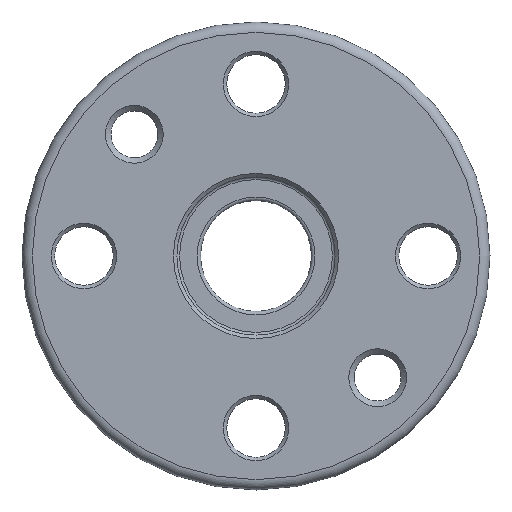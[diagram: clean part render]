
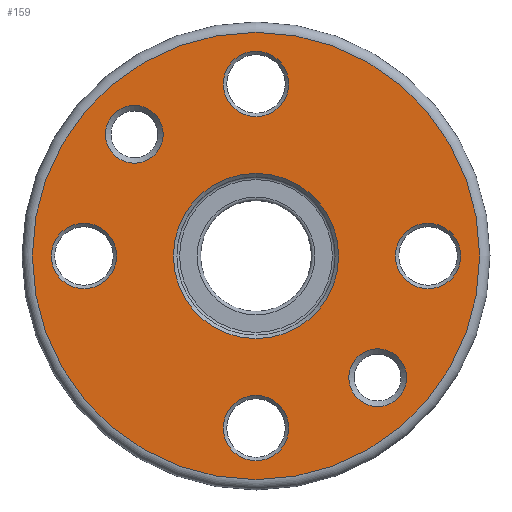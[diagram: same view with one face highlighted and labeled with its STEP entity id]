
A CAD part, front view. The second image highlights one B-rep face of the part: STEP entity #159.
In plain terms, the highlighted planar face has unit normal (0, -1, 0).
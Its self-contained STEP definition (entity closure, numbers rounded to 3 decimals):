
#2 = EDGE_CURVE ( 'NONE', #649, #649, #838, .T. ) ;
#7 = FACE_BOUND ( 'NONE', #724, .T. ) ;
#16 = AXIS2_PLACEMENT_3D ( 'NONE', #133, #654, #589 ) ;
#19 = DIRECTION ( 'NONE',  ( 0., 0., 1. ) ) ;
#39 = VERTEX_POINT ( 'NONE', #717 ) ;
#56 = CIRCLE ( 'NONE', #528, 32.5 ) ;
#79 = FACE_BOUND ( 'NONE', #146, .T. ) ;
#117 = CIRCLE ( 'NONE', #653, 12. ) ;
#133 = CARTESIAN_POINT ( 'NONE',  ( 0., 0., -25. ) ) ;
#139 = CIRCLE ( 'NONE', #788, 4.75 ) ;
#141 = CIRCLE ( 'NONE', #684, 4.2 ) ;
#145 = AXIS2_PLACEMENT_3D ( 'NONE', #670, #226, #989 ) ;
#146 = EDGE_LOOP ( 'NONE', ( #657 ) ) ;
#159 = ADVANCED_FACE ( 'NONE', ( #760, #79, #798, #7, #417, #936, #693, #866 ), #861, .F. ) ;
#170 = DIRECTION ( 'NONE',  ( 0., 1., 0. ) ) ;
#177 = EDGE_CURVE ( 'NONE', #366, #366, #588, .T. ) ;
#202 = CARTESIAN_POINT ( 'NONE',  ( 0., 0., 0. ) ) ;
#203 = CARTESIAN_POINT ( 'NONE',  ( 17.678, 0., -13.478 ) ) ;
#213 = EDGE_CURVE ( 'NONE', #910, #910, #949, .T. ) ;
#226 = DIRECTION ( 'NONE',  ( 0., 1., 0. ) ) ;
#248 = DIRECTION ( 'NONE',  ( 0., 1., 0. ) ) ;
#265 = DIRECTION ( 'NONE',  ( 0., 1., 0. ) ) ;
#268 = ORIENTED_EDGE ( 'NONE', *, *, #177, .T. ) ;
#287 = DIRECTION ( 'NONE',  ( 0., 0., 1. ) ) ;
#294 = VERTEX_POINT ( 'NONE', #795 ) ;
#319 = EDGE_CURVE ( 'NONE', #294, #294, #56, .T. ) ;
#324 = DIRECTION ( 'NONE',  ( 0., 0., 1. ) ) ;
#364 = EDGE_LOOP ( 'NONE', ( #454 ) ) ;
#366 = VERTEX_POINT ( 'NONE', #203 ) ;
#385 = EDGE_CURVE ( 'NONE', #658, #658, #141, .T. ) ;
#401 = CARTESIAN_POINT ( 'NONE',  ( 25., 0., 4.75 ) ) ;
#405 = CIRCLE ( 'NONE', #16, 4.75 ) ;
#417 = FACE_BOUND ( 'NONE', #893, .T. ) ;
#419 = CARTESIAN_POINT ( 'NONE',  ( -17.678, 0., 21.878 ) ) ;
#433 = EDGE_CURVE ( 'NONE', #39, #39, #405, .T. ) ;
#445 = VERTEX_POINT ( 'NONE', #565 ) ;
#454 = ORIENTED_EDGE ( 'NONE', *, *, #433, .T. ) ;
#476 = DIRECTION ( 'NONE',  ( 0., 1., 0. ) ) ;
#478 = CARTESIAN_POINT ( 'NONE',  ( 0., 0., 25. ) ) ;
#479 = EDGE_LOOP ( 'NONE', ( #603 ) ) ;
#481 = EDGE_CURVE ( 'NONE', #445, #445, #117, .T. ) ;
#527 = ORIENTED_EDGE ( 'NONE', *, *, #213, .T. ) ;
#528 = AXIS2_PLACEMENT_3D ( 'NONE', #703, #265, #787 ) ;
#552 = DIRECTION ( 'NONE',  ( 0., 0., 1. ) ) ;
#565 = CARTESIAN_POINT ( 'NONE',  ( 0., 0., 12. ) ) ;
#572 = ORIENTED_EDGE ( 'NONE', *, *, #319, .F. ) ;
#588 = CIRCLE ( 'NONE', #737, 4.2 ) ;
#589 = DIRECTION ( 'NONE',  ( 0., 0., 1. ) ) ;
#603 = ORIENTED_EDGE ( 'NONE', *, *, #2, .T. ) ;
#615 = DIRECTION ( 'NONE',  ( 0., 0., 1. ) ) ;
#645 = EDGE_LOOP ( 'NONE', ( #268 ) ) ;
#649 = VERTEX_POINT ( 'NONE', #401 ) ;
#653 = AXIS2_PLACEMENT_3D ( 'NONE', #202, #957, #810 ) ;
#654 = DIRECTION ( 'NONE',  ( 0., 1., 0. ) ) ;
#657 = ORIENTED_EDGE ( 'NONE', *, *, #385, .T. ) ;
#658 = VERTEX_POINT ( 'NONE', #419 ) ;
#670 = CARTESIAN_POINT ( 'NONE',  ( 25., 0., 0. ) ) ;
#684 = AXIS2_PLACEMENT_3D ( 'NONE', #726, #967, #287 ) ;
#687 = EDGE_LOOP ( 'NONE', ( #990 ) ) ;
#693 = FACE_BOUND ( 'NONE', #687, .T. ) ;
#700 = CARTESIAN_POINT ( 'NONE',  ( -25., 0., 0. ) ) ;
#701 = EDGE_LOOP ( 'NONE', ( #572 ) ) ;
#703 = CARTESIAN_POINT ( 'NONE',  ( 0., 0., 0. ) ) ;
#717 = CARTESIAN_POINT ( 'NONE',  ( 0., 0., -20.25 ) ) ;
#724 = EDGE_LOOP ( 'NONE', ( #752 ) ) ;
#726 = CARTESIAN_POINT ( 'NONE',  ( -17.678, 0., 17.678 ) ) ;
#731 = VERTEX_POINT ( 'NONE', #789 ) ;
#737 = AXIS2_PLACEMENT_3D ( 'NONE', #855, #931, #19 ) ;
#752 = ORIENTED_EDGE ( 'NONE', *, *, #939, .T. ) ;
#759 = AXIS2_PLACEMENT_3D ( 'NONE', #849, #248, #615 ) ;
#760 = FACE_BOUND ( 'NONE', #645, .T. ) ;
#787 = DIRECTION ( 'NONE',  ( 0., 0., 1. ) ) ;
#788 = AXIS2_PLACEMENT_3D ( 'NONE', #700, #476, #324 ) ;
#789 = CARTESIAN_POINT ( 'NONE',  ( -25., 0., 4.75 ) ) ;
#795 = CARTESIAN_POINT ( 'NONE',  ( 0., 0., 32.5 ) ) ;
#798 = FACE_BOUND ( 'NONE', #364, .T. ) ;
#810 = DIRECTION ( 'NONE',  ( 0., 0., 1. ) ) ;
#838 = CIRCLE ( 'NONE', #145, 4.75 ) ;
#849 = CARTESIAN_POINT ( 'NONE',  ( 12., 0., 0. ) ) ;
#855 = CARTESIAN_POINT ( 'NONE',  ( 17.678, 0., -17.678 ) ) ;
#861 = PLANE ( 'NONE',  #759 ) ;
#866 = FACE_BOUND ( 'NONE', #479, .T. ) ;
#872 = AXIS2_PLACEMENT_3D ( 'NONE', #478, #170, #552 ) ;
#875 = CARTESIAN_POINT ( 'NONE',  ( 0., 0., 29.75 ) ) ;
#893 = EDGE_LOOP ( 'NONE', ( #527 ) ) ;
#910 = VERTEX_POINT ( 'NONE', #875 ) ;
#931 = DIRECTION ( 'NONE',  ( 0., 1., 0. ) ) ;
#936 = FACE_OUTER_BOUND ( 'NONE', #701, .T. ) ;
#939 = EDGE_CURVE ( 'NONE', #731, #731, #139, .T. ) ;
#949 = CIRCLE ( 'NONE', #872, 4.75 ) ;
#957 = DIRECTION ( 'NONE',  ( 0., 1., 0. ) ) ;
#967 = DIRECTION ( 'NONE',  ( 0., 1., 0. ) ) ;
#989 = DIRECTION ( 'NONE',  ( 0., 0., 1. ) ) ;
#990 = ORIENTED_EDGE ( 'NONE', *, *, #481, .T. ) ;
